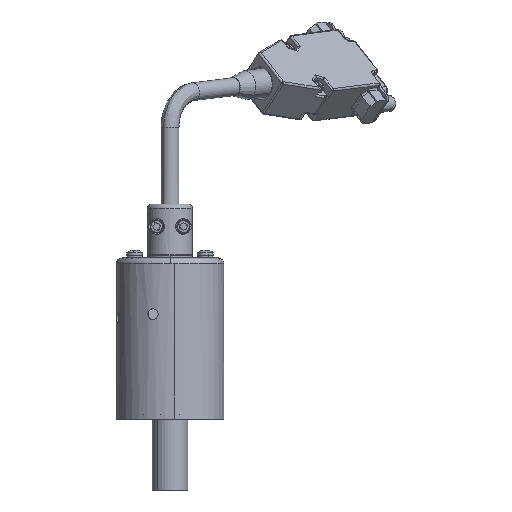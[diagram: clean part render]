
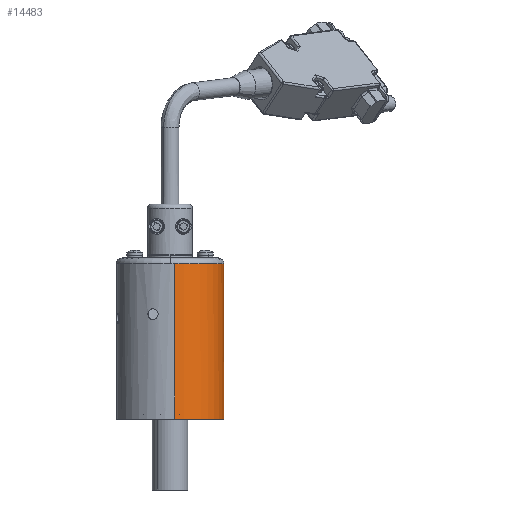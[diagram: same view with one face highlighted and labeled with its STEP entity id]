
A CAD part, front view. The second image highlights one B-rep face of the part: STEP entity #14483.
In plain terms, the highlighted cylindrical face has radius 19.05 mm (diameter 38.1 mm), a partial arc.
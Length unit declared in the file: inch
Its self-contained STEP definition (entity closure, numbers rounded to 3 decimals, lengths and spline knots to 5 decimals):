
#470 = CARTESIAN_POINT ( 'NONE',  ( 0., 0., -0.08 ) ) ;
#1699 = CIRCLE ( 'NONE', #21757, 0.75 ) ;
#2062 = ORIENTED_EDGE ( 'NONE', *, *, #27465, .T. ) ;
#2756 = CARTESIAN_POINT ( 'NONE',  ( -0.06351, 0.74731, -2.25 ) ) ;
#3087 = VECTOR ( 'NONE', #5037, 39.37008 ) ;
#3223 = VERTEX_POINT ( 'NONE', #2756 ) ;
#4551 = CARTESIAN_POINT ( 'NONE',  ( 0.06351, -0.74731, -0.08366 ) ) ;
#4676 = EDGE_LOOP ( 'NONE', ( #9516, #2062, #20206, #31128, #15194 ) ) ;
#4879 = CARTESIAN_POINT ( 'NONE',  ( 0.06351, -0.74731, -0.08 ) ) ;
#5037 = DIRECTION ( 'NONE',  ( 0., 0., 1. ) ) ;
#5849 = DIRECTION ( 'NONE',  ( 0., 0., -1. ) ) ;
#7352 = AXIS2_PLACEMENT_3D ( 'NONE', #7928, #29309, #29877 ) ;
#7928 = CARTESIAN_POINT ( 'NONE',  ( 0., 0., -0.08 ) ) ;
#8336 = EDGE_CURVE ( 'NONE', #20641, #3223, #29656, .T. ) ;
#8489 = VERTEX_POINT ( 'NONE', #4879 ) ;
#8583 = LINE ( 'NONE', #21095, #3087 ) ;
#9344 = CARTESIAN_POINT ( 'NONE',  ( 0., 0.75, -0.08 ) ) ;
#9516 = ORIENTED_EDGE ( 'NONE', *, *, #8336, .T. ) ;
#9693 = AXIS2_PLACEMENT_3D ( 'NONE', #19299, #12024, #14839 ) ;
#10456 = EDGE_CURVE ( 'NONE', #20641, #8489, #32098, .T. ) ;
#10618 = CIRCLE ( 'NONE', #7352, 0.75 ) ;
#12024 = DIRECTION ( 'NONE',  ( 0., 0., 1. ) ) ;
#12280 = EDGE_CURVE ( 'NONE', #12953, #8489, #10618, .T. ) ;
#12737 = VERTEX_POINT ( 'NONE', #26953 ) ;
#12953 = VERTEX_POINT ( 'NONE', #9344 ) ;
#14046 = DIRECTION ( 'NONE',  ( 0., 1., 0. ) ) ;
#14483 = ADVANCED_FACE ( 'NONE', ( #23500 ), #15956, .T. ) ;
#14839 = DIRECTION ( 'NONE',  ( 0.085, -0.996, 0. ) ) ;
#15194 = ORIENTED_EDGE ( 'NONE', *, *, #10456, .F. ) ;
#15956 = CYLINDRICAL_SURFACE ( 'NONE', #9693, 0.75 ) ;
#16996 = AXIS2_PLACEMENT_3D ( 'NONE', #17421, #20113, #22588 ) ;
#17421 = CARTESIAN_POINT ( 'NONE',  ( 0., 0., -2.25 ) ) ;
#19299 = CARTESIAN_POINT ( 'NONE',  ( 0., 0., -0.08366 ) ) ;
#20113 = DIRECTION ( 'NONE',  ( 0., 0., 1. ) ) ;
#20206 = ORIENTED_EDGE ( 'NONE', *, *, #20426, .T. ) ;
#20426 = EDGE_CURVE ( 'NONE', #12737, #12953, #1699, .T. ) ;
#20641 = VERTEX_POINT ( 'NONE', #23715 ) ;
#21095 = CARTESIAN_POINT ( 'NONE',  ( -0.06351, 0.74731, -0.08366 ) ) ;
#21757 = AXIS2_PLACEMENT_3D ( 'NONE', #470, #5849, #14046 ) ;
#22588 = DIRECTION ( 'NONE',  ( 0.085, -0.996, 0. ) ) ;
#23288 = DIRECTION ( 'NONE',  ( 0., 0., 1. ) ) ;
#23500 = FACE_OUTER_BOUND ( 'NONE', #4676, .T. ) ;
#23715 = CARTESIAN_POINT ( 'NONE',  ( 0.06351, -0.74731, -2.25 ) ) ;
#26953 = CARTESIAN_POINT ( 'NONE',  ( -0.06351, 0.74731, -0.08 ) ) ;
#27465 = EDGE_CURVE ( 'NONE', #3223, #12737, #8583, .T. ) ;
#29309 = DIRECTION ( 'NONE',  ( 0., 0., -1. ) ) ;
#29656 = CIRCLE ( 'NONE', #16996, 0.75 ) ;
#29877 = DIRECTION ( 'NONE',  ( 0., 1., 0. ) ) ;
#31128 = ORIENTED_EDGE ( 'NONE', *, *, #12280, .T. ) ;
#32098 = LINE ( 'NONE', #4551, #32502 ) ;
#32502 = VECTOR ( 'NONE', #23288, 39.37008 ) ;
